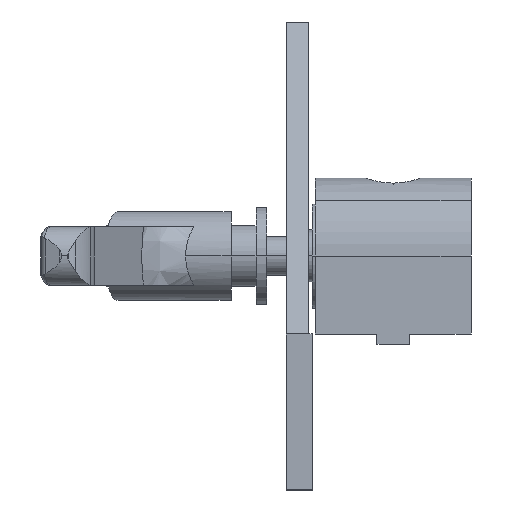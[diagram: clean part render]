
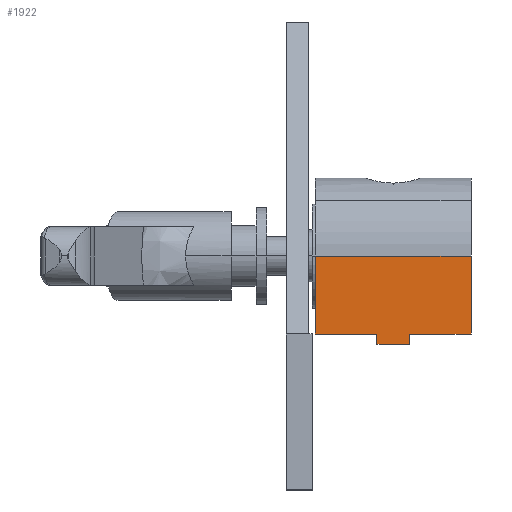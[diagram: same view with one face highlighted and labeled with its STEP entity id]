
A CAD part, front view. The second image highlights one B-rep face of the part: STEP entity #1922.
In plain terms, the highlighted planar face has unit normal (0, -1, 0).
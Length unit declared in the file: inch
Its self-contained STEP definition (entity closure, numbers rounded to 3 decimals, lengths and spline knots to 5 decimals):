
#1662=CARTESIAN_POINT('',(0.156,-0.75,-0.1));
#1663=VERTEX_POINT('',#1662);
#1680=CARTESIAN_POINT('',(0.156,-0.75,0.0));
#1681=VERTEX_POINT('',#1680);
#1688=CARTESIAN_POINT('',(0.156,-0.75,0.0));
#1689=DIRECTION('',(0.0,0.0,-1.0));
#1690=VECTOR('',#1689,0.1);
#1691=LINE('',#1688,#1690);
#1692=EDGE_CURVE('',#1681,#1663,#1691,.T.);
#1733=CARTESIAN_POINT('',(-0.156,-0.75,-0.1));
#1734=VERTEX_POINT('',#1733);
#1741=CARTESIAN_POINT('',(-0.156,-0.75,0.0));
#1742=VERTEX_POINT('',#1741);
#1743=CARTESIAN_POINT('',(-0.156,-0.75,0.0));
#1744=DIRECTION('',(0.0,0.0,-1.0));
#1745=VECTOR('',#1744,0.1);
#1746=LINE('',#1743,#1745);
#1747=EDGE_CURVE('',#1742,#1734,#1746,.T.);
#1764=CARTESIAN_POINT('',(-0.156,-0.75,-0.1));
#1765=DIRECTION('',(1.0,0.0,0.0));
#1766=VECTOR('',#1765,0.312);
#1767=LINE('',#1764,#1766);
#1768=EDGE_CURVE('',#1734,#1663,#1767,.T.);
#1790=CARTESIAN_POINT('',(0.75,-0.75,0.0));
#1791=VERTEX_POINT('',#1790);
#1798=CARTESIAN_POINT('',(0.75,-0.75,0.0));
#1799=DIRECTION('',(-1.0,0.0,0.0));
#1800=VECTOR('',#1799,0.594);
#1801=LINE('',#1798,#1800);
#1802=EDGE_CURVE('',#1791,#1681,#1801,.T.);
#1807=CARTESIAN_POINT('',(-0.75,-0.75,0.0));
#1808=VERTEX_POINT('',#1807);
#1809=CARTESIAN_POINT('',(-0.156,-0.75,0.0));
#1810=DIRECTION('',(-1.0,0.0,0.0));
#1811=VECTOR('',#1810,0.594);
#1812=LINE('',#1809,#1811);
#1813=EDGE_CURVE('',#1742,#1808,#1812,.T.);
#1870=CARTESIAN_POINT('',(-0.75,-0.75,0.75));
#1871=VERTEX_POINT('',#1870);
#1879=CARTESIAN_POINT('',(0.75,-0.75,0.75));
#1880=VERTEX_POINT('',#1879);
#1881=CARTESIAN_POINT('',(0.75,-0.75,0.75));
#1882=DIRECTION('',(-1.0,0.0,0.0));
#1883=VECTOR('',#1882,1.5);
#1884=LINE('',#1881,#1883);
#1885=EDGE_CURVE('',#1880,#1871,#1884,.T.);
#1897=CARTESIAN_POINT('',(0.75,-0.75,0.75));
#1898=DIRECTION('',(0.0,-1.0,0.0));
#1899=DIRECTION('',(1.0,0.0,0.0));
#1900=AXIS2_PLACEMENT_3D('',#1897,#1898,#1899);
#1901=PLANE('',#1900);
#1902=CARTESIAN_POINT('',(-0.75,-0.75,0.75));
#1903=DIRECTION('',(0.0,0.0,-1.0));
#1904=VECTOR('',#1903,0.75);
#1905=LINE('',#1902,#1904);
#1906=EDGE_CURVE('',#1871,#1808,#1905,.T.);
#1907=ORIENTED_EDGE('',*,*,#1906,.T.);
#1908=ORIENTED_EDGE('',*,*,#1813,.F.);
#1909=ORIENTED_EDGE('',*,*,#1747,.T.);
#1910=ORIENTED_EDGE('',*,*,#1768,.T.);
#1911=ORIENTED_EDGE('',*,*,#1692,.F.);
#1912=ORIENTED_EDGE('',*,*,#1802,.F.);
#1913=CARTESIAN_POINT('',(0.75,-0.75,0.75));
#1914=DIRECTION('',(0.0,0.0,-1.0));
#1915=VECTOR('',#1914,0.75);
#1916=LINE('',#1913,#1915);
#1917=EDGE_CURVE('',#1880,#1791,#1916,.T.);
#1918=ORIENTED_EDGE('',*,*,#1917,.F.);
#1919=ORIENTED_EDGE('',*,*,#1885,.T.);
#1920=EDGE_LOOP('',(#1907,#1908,#1909,#1910,#1911,#1912,#1918,#1919));
#1921=FACE_OUTER_BOUND('',#1920,.T.);
#1922=ADVANCED_FACE('',(#1921),#1901,.T.);
